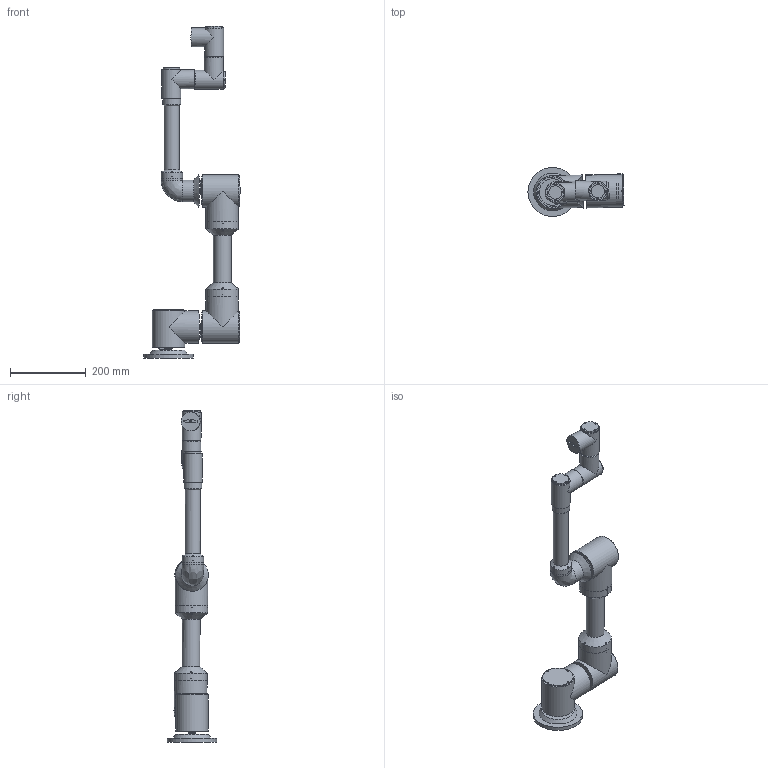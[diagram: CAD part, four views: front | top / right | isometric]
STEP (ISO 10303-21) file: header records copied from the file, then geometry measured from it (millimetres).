
FILE_DESCRIPTION(/* description */ (''),/* implementation_level */ '2;1');
FILE_NAME(/* name */ 'Ensamble final v14.step',/* time_stamp */ '2025-07-14T23:13:00-05:00',/* author */ (''),/* organization */ (''),/* preprocessor_version */ 'ST-DEVELOPER v20.1',/* originating_system */ 'Autodesk Translation Framework v14.10.0.0',/* authorisation */ '');
FILE_SCHEMA (('AUTOMOTIVE_DESIGN { 1 0 10303 214 3 1 1 }'));
Length unit declared in the file: millimetre
Products named in the file (35): Ensamble final; Base; Eslabon 1; Motor 1; Ensamble motor SG995; Eslabon 2; Ensamble motor SG995_1; MG995; Servo_MG995_Star_horn; Carcaza Grande M123; Tornillo M3x10; Eslabon R2; Eslabon 3; Motor 2; Ensamble motor SG995_2; MG995_1; Servo_MG995_Star_horn_1; Carcaza Grande M123_1; Tornillo M3x10_1; Tornillo M3x10_2; Tornillo M3x10_3; Tornillo M3x10_4; Codo 1; Eslabon R3; Eslabon 4; Ensamble motor SG90; Eslabon 5; Ensamble motor SG90_1; Eslabon 6; Motor 4; Carcaza pequeña M456; Ensamble motor SG90_2; SERVO_MG905; SERVO_HORN; Tornillo M3x7.5
Assembly tree (82 placements, depth 4):
  Ensamble final
    Base
    Eslabon 1
      Motor 1
      Carcaza Grande M123
      Tornillo M3x7.5  x8
      Ensamble motor SG995
        MG995
        Servo_MG995_Star_horn
    Eslabon 2
      Motor 2
      Ensamble motor SG995_1
        MG995
        Servo_MG995_Star_horn
      Tornillo M3x7.5  x4
      Carcaza Grande M123
      Tornillo M3x10  x4
    Eslabon R2
    Eslabon 3
      Motor 2
      Ensamble motor SG995_2
        MG995_1
        Servo_MG995_Star_horn_1
      Tornillo M3x7.5  x4
      Carcaza Grande M123_1
      Tornillo M3x10_1
      Tornillo M3x10_2
      Tornillo M3x10_3
      Tornillo M3x10_4
    Codo 1
    Eslabon R3
    Eslabon 4
      Motor 4
      Carcaza pequeña M456
      Tornillo M3x7.5  x6
      Ensamble motor SG90
        SERVO_MG905
        SERVO_HORN
    Eslabon 5
      Motor 4
      Carcaza pequeña M456
      Tornillo M3x7.5  x6
      Ensamble motor SG90_1
        SERVO_MG905
        SERVO_HORN
    Eslabon 6
      Motor 4
      Carcaza pequeña M456
      Tornillo M3x7.5  x6
      Ensamble motor SG90_2
        SERVO_MG905
        SERVO_HORN
Bounding box: 254.05 x 130 x 878.31 mm (x, y, z)
Volume: 2105860.3 mm3; surface area: 620323.3 mm2
Topology: 172 solids, 172 shells, 4250 faces, 11091 edges, 7347 vertices
Faces by surface type: plane 2681, bspline 790, cylinder 678, cone 80, torus 21
Full cylindrical faces by diameter (mm): 0.98 x36, 1 x3, 1.15 x9, 2 x63, 2.5 x6, 2.529 x67, 2.927 x42, 3 x12, 3.2 x12, 3.4 x3, 4 x90, 4.9 x6, 5 x3, 6 x10, 6.5 x3, 7 x6, 8.5 x3, 9 x3, 11 x3, 13 x3, 30 x1, 34 x4, 35 x3, 40 x1, 41 x1, 44 x9, 47 x2, 50 x6, 57 x3, 70 x6
Entity records: 75062 total; most frequent: CARTESIAN_POINT 18243, ORIENTED_EDGE 12380, DIRECTION 9837, EDGE_CURVE 6190, VERTEX_POINT 4111, LINE 4061, VECTOR 4061, AXIS2_PLACEMENT_3D 2888
